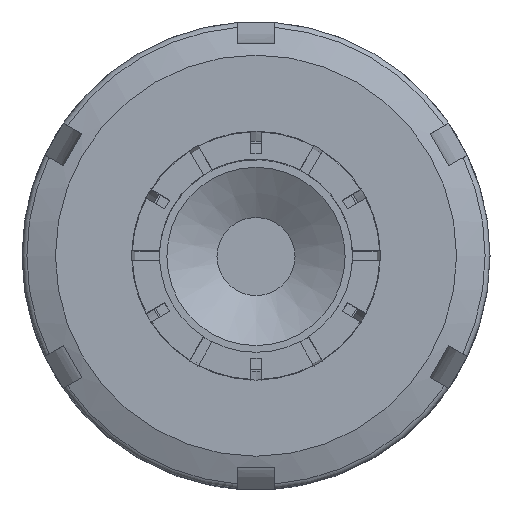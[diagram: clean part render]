
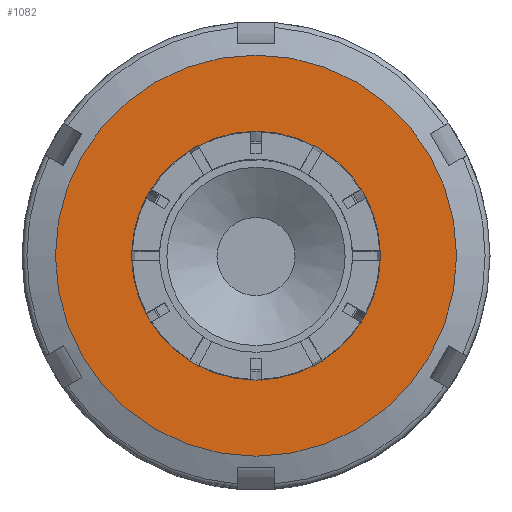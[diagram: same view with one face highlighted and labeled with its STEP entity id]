
A CAD part, top view. The second image highlights one B-rep face of the part: STEP entity #1082.
In plain terms, the highlighted planar face has unit normal (0, 0, 1).
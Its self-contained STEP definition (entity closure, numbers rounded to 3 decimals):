
#1082=ADVANCED_FACE('',(#1469,#1470),#1313,.T.);
#1313=PLANE('',#4454);
#1469=FACE_BOUND('',#1586,.T.);
#1470=FACE_BOUND('',#1587,.T.);
#1586=EDGE_LOOP('',(#1901));
#1587=EDGE_LOOP('',(#1902));
#1901=ORIENTED_EDGE('',*,*,#3607,.T.);
#1902=ORIENTED_EDGE('',*,*,#3608,.T.);
#3175=VERTEX_POINT('',#6307);
#3176=VERTEX_POINT('',#6309);
#3607=EDGE_CURVE('',#3175,#3175,#4239,.T.);
#3608=EDGE_CURVE('',#3176,#3176,#4240,.T.);
#4239=CIRCLE('',#4452,16.75);
#4240=CIRCLE('',#4453,27.);
#4452=AXIS2_PLACEMENT_3D('',#6306,#4958,#4959);
#4453=AXIS2_PLACEMENT_3D('',#6308,#4960,#4961);
#4454=AXIS2_PLACEMENT_3D('',#6310,#4962,#4963);
#4958=DIRECTION('',(0.,0.,-1.));
#4959=DIRECTION('',(1.,0.,0.));
#4960=DIRECTION('',(0.,0.,1.));
#4961=DIRECTION('',(-1.,0.,0.));
#4962=DIRECTION('',(0.,0.,1.));
#4963=DIRECTION('',(1.,0.,0.));
#6306=CARTESIAN_POINT('',(0.,0.,66.7));
#6307=CARTESIAN_POINT('',(16.75,0.,66.7));
#6308=CARTESIAN_POINT('',(0.,0.,66.7));
#6309=CARTESIAN_POINT('',(-27.,0.,66.7));
#6310=CARTESIAN_POINT('',(0.,0.,66.7));
